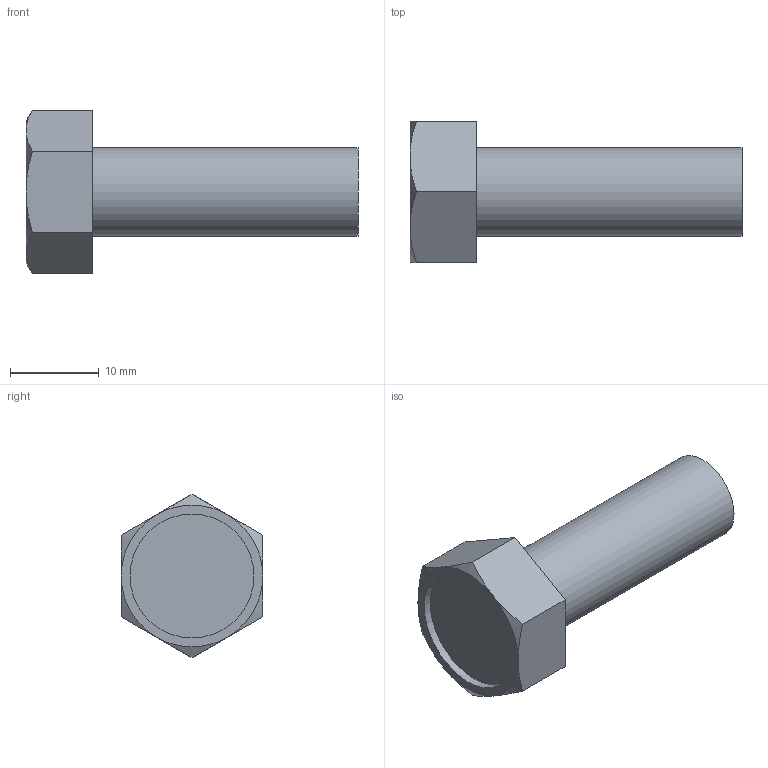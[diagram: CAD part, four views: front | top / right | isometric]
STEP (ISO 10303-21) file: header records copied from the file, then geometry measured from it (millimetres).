
FILE_DESCRIPTION( ( '' ), ' ' );
FILE_NAME( '5bb705a435dee214c5ffeca8.step', '2018-10-05T06:33:09', ( '' ), ( '' ), ' ', ' ', ' ' );
FILE_SCHEMA( ( 'AUTOMOTIVE_DESIGN { 1 0 10303 214 1 1 1 1 }' ) );
Length unit declared in the file: metre
Products named in the file (1): Hex_Screw_M10
Bounding box: 37.5 x 16 x 18.48 mm (x, y, z)
Volume: 3870.2 mm3; surface area: 1832.4 mm2
Topology: 1 solids, 1 shells, 18 faces, 36 edges, 22 vertices
Faces by surface type: plane 10, cone 6, cylinder 2
Full cylindrical faces by diameter (mm): 10 x1, 14 x1
Entity records: 719 total; most frequent: CARTESIAN_POINT 206, DIRECTION 70, ORIENTED_EDGE 68, EDGE_CURVE 34, AXIS2_PLACEMENT_3D 29, EDGE_LOOP 22, VERTEX_POINT 22, FACE_OUTER_BOUND 20
